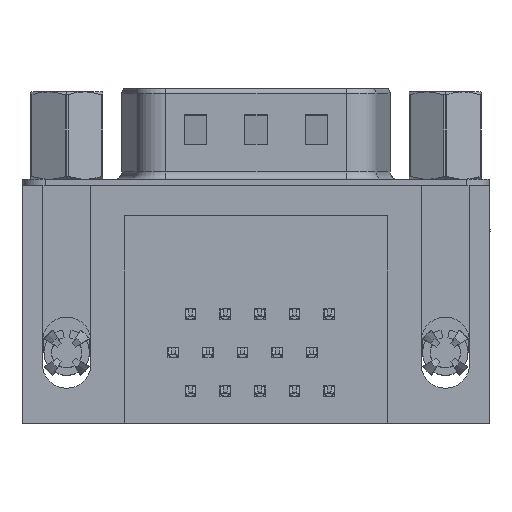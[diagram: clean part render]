
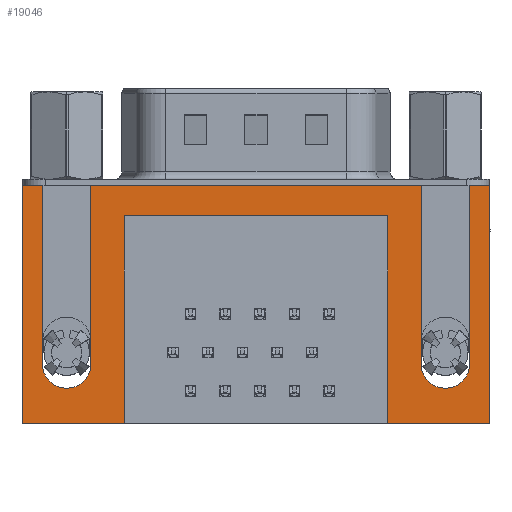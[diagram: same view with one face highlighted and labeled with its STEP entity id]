
A CAD part, front view. The second image highlights one B-rep face of the part: STEP entity #19046.
In plain terms, the highlighted planar face has unit normal (0, -1, 0).
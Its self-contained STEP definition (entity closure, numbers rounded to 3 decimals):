
#67 = CARTESIAN_POINT ( 'NONE',  ( 3.79, -6.275, -2. ) ) ;
#166 = CARTESIAN_POINT ( 'NONE',  ( 23.39, -6.275, 0. ) ) ;
#283 = VECTOR ( 'NONE', #3839, 1000. ) ;
#510 = LINE ( 'NONE', #6481, #5844 ) ;
#574 = EDGE_CURVE ( 'NONE', #10084, #20016, #20504, .T. ) ;
#722 = VERTEX_POINT ( 'NONE', #2075 ) ;
#811 = VERTEX_POINT ( 'NONE', #67 ) ;
#844 = ORIENTED_EDGE ( 'NONE', *, *, #26650, .F. ) ;
#1049 = ORIENTED_EDGE ( 'NONE', *, *, #27060, .F. ) ;
#1472 = CARTESIAN_POINT ( 'NONE',  ( -1.6, -6.275, 0. ) ) ;
#1493 = DIRECTION ( 'NONE',  ( 1., 0., 0. ) ) ;
#1554 = CARTESIAN_POINT ( 'NONE',  ( 23.39, -6.275, 0. ) ) ;
#1560 = CARTESIAN_POINT ( 'NONE',  ( -2.91, -6.275, -2.5 ) ) ;
#1712 = CIRCLE ( 'NONE', #7305, 1.6 ) ;
#2075 = CARTESIAN_POINT ( 'NONE',  ( 3.79, -6.275, -15.7 ) ) ;
#2106 = CARTESIAN_POINT ( 'NONE',  ( 21.2, -6.275, -2. ) ) ;
#2439 = ORIENTED_EDGE ( 'NONE', *, *, #26068, .F. ) ;
#2552 = ORIENTED_EDGE ( 'NONE', *, *, #574, .T. ) ;
#2756 = CARTESIAN_POINT ( 'NONE',  ( 27.9, -6.275, 0. ) ) ;
#2809 = VERTEX_POINT ( 'NONE', #22837 ) ;
#3004 = VERTEX_POINT ( 'NONE', #21363 ) ;
#3185 = CARTESIAN_POINT ( 'NONE',  ( 0., -6.275, -11.78 ) ) ;
#3544 = AXIS2_PLACEMENT_3D ( 'NONE', #28281, #21899, #9064 ) ;
#3839 = DIRECTION ( 'NONE',  ( 0., 0., 1. ) ) ;
#3887 = VERTEX_POINT ( 'NONE', #18378 ) ;
#4514 = CARTESIAN_POINT ( 'NONE',  ( 1.6, -6.275, 0. ) ) ;
#4666 = EDGE_CURVE ( 'NONE', #8305, #18508, #16006, .T. ) ;
#4788 = DIRECTION ( 'NONE',  ( 0., 0., 1. ) ) ;
#5045 = DIRECTION ( 'NONE',  ( -1., 0., 0. ) ) ;
#5441 = DIRECTION ( 'NONE',  ( 0., 0., -1. ) ) ;
#5715 = EDGE_LOOP ( 'NONE', ( #12359, #20519, #24812, #23229, #11083, #844, #20435, #25787, #1049, #13489, #15163, #7526, #23385, #2439, #19790, #21513, #2552, #18580 ) ) ;
#5765 = CARTESIAN_POINT ( 'NONE',  ( 26.59, -6.275, 0. ) ) ;
#5844 = VECTOR ( 'NONE', #8687, 1000. ) ;
#5882 = CARTESIAN_POINT ( 'NONE',  ( -2.91, -6.275, 0. ) ) ;
#6235 = CARTESIAN_POINT ( 'NONE',  ( -2.91, -6.275, 0. ) ) ;
#6405 = VERTEX_POINT ( 'NONE', #6235 ) ;
#6481 = CARTESIAN_POINT ( 'NONE',  ( -2.91, -6.275, 0. ) ) ;
#6624 = VERTEX_POINT ( 'NONE', #7168 ) ;
#6868 = PLANE ( 'NONE',  #3544 ) ;
#6873 = VECTOR ( 'NONE', #24149, 1000. ) ;
#7153 = CARTESIAN_POINT ( 'NONE',  ( 26.59, -6.275, 0. ) ) ;
#7168 = CARTESIAN_POINT ( 'NONE',  ( -1.6, -6.275, 0. ) ) ;
#7305 = AXIS2_PLACEMENT_3D ( 'NONE', #7330, #22322, #9516 ) ;
#7330 = CARTESIAN_POINT ( 'NONE',  ( 24.99, -6.275, -11.78 ) ) ;
#7526 = ORIENTED_EDGE ( 'NONE', *, *, #26556, .F. ) ;
#7560 = LINE ( 'NONE', #22031, #6873 ) ;
#7763 = AXIS2_PLACEMENT_3D ( 'NONE', #3185, #18432, #5441 ) ;
#7900 = CARTESIAN_POINT ( 'NONE',  ( 21.2, -6.275, -2. ) ) ;
#8029 = LINE ( 'NONE', #5765, #24427 ) ;
#8121 = DIRECTION ( 'NONE',  ( 1., 0., 0. ) ) ;
#8305 = VERTEX_POINT ( 'NONE', #13421 ) ;
#8687 = DIRECTION ( 'NONE',  ( 1., 0., 0. ) ) ;
#8909 = VERTEX_POINT ( 'NONE', #4514 ) ;
#9005 = AXIS2_PLACEMENT_3D ( 'NONE', #13674, #17304, #16116 ) ;
#9060 = VECTOR ( 'NONE', #21390, 1000. ) ;
#9064 = DIRECTION ( 'NONE',  ( 0., 0., -1. ) ) ;
#9146 = EDGE_CURVE ( 'NONE', #16990, #2809, #18220, .T. ) ;
#9516 = DIRECTION ( 'NONE',  ( 0., 0., 1. ) ) ;
#10084 = VERTEX_POINT ( 'NONE', #12219 ) ;
#10760 = VECTOR ( 'NONE', #8121, 1000. ) ;
#11083 = ORIENTED_EDGE ( 'NONE', *, *, #27536, .F. ) ;
#11130 = VECTOR ( 'NONE', #4788, 1000. ) ;
#11254 = LINE ( 'NONE', #13620, #27650 ) ;
#11570 = LINE ( 'NONE', #14792, #22310 ) ;
#11875 = EDGE_CURVE ( 'NONE', #3887, #16990, #24146, .T. ) ;
#11979 = DIRECTION ( 'NONE',  ( 0., -1., 0. ) ) ;
#12219 = CARTESIAN_POINT ( 'NONE',  ( 27.9, -6.275, -15.7 ) ) ;
#12253 = DIRECTION ( 'NONE',  ( 0., 0., 1. ) ) ;
#12359 = ORIENTED_EDGE ( 'NONE', *, *, #18583, .F. ) ;
#13077 = VECTOR ( 'NONE', #15549, 1000. ) ;
#13111 = LINE ( 'NONE', #21232, #18909 ) ;
#13421 = CARTESIAN_POINT ( 'NONE',  ( 24.99, -6.275, -13.38 ) ) ;
#13489 = ORIENTED_EDGE ( 'NONE', *, *, #26429, .F. ) ;
#13620 = CARTESIAN_POINT ( 'NONE',  ( 3.79, -6.275, -2. ) ) ;
#13674 = CARTESIAN_POINT ( 'NONE',  ( 24.99, -6.275, -11.78 ) ) ;
#13818 = FACE_OUTER_BOUND ( 'NONE', #5715, .T. ) ;
#14065 = CARTESIAN_POINT ( 'NONE',  ( -2.91, -6.275, -15.7 ) ) ;
#14569 = DIRECTION ( 'NONE',  ( 0., 0., -1. ) ) ;
#14792 = CARTESIAN_POINT ( 'NONE',  ( 27.9, -6.275, -15.7 ) ) ;
#14796 = DIRECTION ( 'NONE',  ( -1., 0., 0. ) ) ;
#15163 = ORIENTED_EDGE ( 'NONE', *, *, #22098, .F. ) ;
#15549 = DIRECTION ( 'NONE',  ( 0., 0., -1. ) ) ;
#15677 = VERTEX_POINT ( 'NONE', #21366 ) ;
#16006 = CIRCLE ( 'NONE', #9005, 1.6 ) ;
#16116 = DIRECTION ( 'NONE',  ( 0., 0., 1. ) ) ;
#16841 = LINE ( 'NONE', #17694, #11130 ) ;
#16927 = CARTESIAN_POINT ( 'NONE',  ( 0., -6.275, -13.38 ) ) ;
#16990 = VERTEX_POINT ( 'NONE', #16927 ) ;
#17010 = DIRECTION ( 'NONE',  ( -1., 0., 0. ) ) ;
#17304 = DIRECTION ( 'NONE',  ( 0., -1., 0. ) ) ;
#17694 = CARTESIAN_POINT ( 'NONE',  ( 1.6, -6.275, 0. ) ) ;
#18215 = CARTESIAN_POINT ( 'NONE',  ( 26.59, -6.275, -11.78 ) ) ;
#18220 = CIRCLE ( 'NONE', #19304, 1.6 ) ;
#18378 = CARTESIAN_POINT ( 'NONE',  ( -1.6, -6.275, -11.78 ) ) ;
#18432 = DIRECTION ( 'NONE',  ( 0., -1., 0. ) ) ;
#18508 = VERTEX_POINT ( 'NONE', #18215 ) ;
#18566 = VERTEX_POINT ( 'NONE', #14065 ) ;
#18580 = ORIENTED_EDGE ( 'NONE', *, *, #25091, .F. ) ;
#18583 = EDGE_CURVE ( 'NONE', #18508, #23343, #8029, .T. ) ;
#18711 = VECTOR ( 'NONE', #20876, 1000. ) ;
#18909 = VECTOR ( 'NONE', #14796, 1000. ) ;
#18932 = CARTESIAN_POINT ( 'NONE',  ( -2.91, -6.275, 0. ) ) ;
#19046 = ADVANCED_FACE ( 'NONE', ( #13818 ), #6868, .T. ) ;
#19304 = AXIS2_PLACEMENT_3D ( 'NONE', #24820, #11979, #27051 ) ;
#19790 = ORIENTED_EDGE ( 'NONE', *, *, #25626, .F. ) ;
#20016 = VERTEX_POINT ( 'NONE', #2756 ) ;
#20236 = VECTOR ( 'NONE', #14569, 1000. ) ;
#20435 = ORIENTED_EDGE ( 'NONE', *, *, #9146, .F. ) ;
#20504 = LINE ( 'NONE', #21270, #9060 ) ;
#20519 = ORIENTED_EDGE ( 'NONE', *, *, #4666, .F. ) ;
#20876 = DIRECTION ( 'NONE',  ( 0., 0., 1. ) ) ;
#21232 = CARTESIAN_POINT ( 'NONE',  ( 27.9, -6.275, -15.7 ) ) ;
#21270 = CARTESIAN_POINT ( 'NONE',  ( 27.9, -6.275, -2.5 ) ) ;
#21363 = CARTESIAN_POINT ( 'NONE',  ( 21.2, -6.275, -15.7 ) ) ;
#21366 = CARTESIAN_POINT ( 'NONE',  ( 23.39, -6.275, -11.78 ) ) ;
#21390 = DIRECTION ( 'NONE',  ( 0., 0., 1. ) ) ;
#21513 = ORIENTED_EDGE ( 'NONE', *, *, #25752, .F. ) ;
#21899 = DIRECTION ( 'NONE',  ( 0., -1., 0. ) ) ;
#22031 = CARTESIAN_POINT ( 'NONE',  ( 3.79, -6.275, -2. ) ) ;
#22098 = EDGE_CURVE ( 'NONE', #18566, #6405, #23460, .T. ) ;
#22310 = VECTOR ( 'NONE', #17010, 1000. ) ;
#22322 = DIRECTION ( 'NONE',  ( 0., -1., 0. ) ) ;
#22837 = CARTESIAN_POINT ( 'NONE',  ( 1.6, -6.275, -11.78 ) ) ;
#23229 = ORIENTED_EDGE ( 'NONE', *, *, #27148, .F. ) ;
#23343 = VERTEX_POINT ( 'NONE', #7153 ) ;
#23385 = ORIENTED_EDGE ( 'NONE', *, *, #25977, .F. ) ;
#23460 = LINE ( 'NONE', #1560, #283 ) ;
#24146 = CIRCLE ( 'NONE', #7763, 1.6 ) ;
#24149 = DIRECTION ( 'NONE',  ( 0., 0., -1. ) ) ;
#24427 = VECTOR ( 'NONE', #12253, 1000. ) ;
#24477 = LINE ( 'NONE', #166, #13077 ) ;
#24812 = ORIENTED_EDGE ( 'NONE', *, *, #28084, .F. ) ;
#24820 = CARTESIAN_POINT ( 'NONE',  ( 0., -6.275, -11.78 ) ) ;
#24981 = LINE ( 'NONE', #7900, #18711 ) ;
#25091 = EDGE_CURVE ( 'NONE', #23343, #20016, #510, .T. ) ;
#25626 = EDGE_CURVE ( 'NONE', #3004, #26539, #24981, .T. ) ;
#25752 = EDGE_CURVE ( 'NONE', #10084, #3004, #11570, .T. ) ;
#25787 = ORIENTED_EDGE ( 'NONE', *, *, #11875, .F. ) ;
#25869 = LINE ( 'NONE', #1472, #20236 ) ;
#25899 = VECTOR ( 'NONE', #1493, 1000. ) ;
#25977 = EDGE_CURVE ( 'NONE', #811, #722, #7560, .T. ) ;
#26068 = EDGE_CURVE ( 'NONE', #26539, #811, #11254, .T. ) ;
#26190 = VERTEX_POINT ( 'NONE', #1554 ) ;
#26429 = EDGE_CURVE ( 'NONE', #6405, #6624, #26588, .T. ) ;
#26539 = VERTEX_POINT ( 'NONE', #2106 ) ;
#26556 = EDGE_CURVE ( 'NONE', #722, #18566, #13111, .T. ) ;
#26588 = LINE ( 'NONE', #18932, #25899 ) ;
#26650 = EDGE_CURVE ( 'NONE', #2809, #8909, #16841, .T. ) ;
#27051 = DIRECTION ( 'NONE',  ( 0., 0., -1. ) ) ;
#27060 = EDGE_CURVE ( 'NONE', #6624, #3887, #25869, .T. ) ;
#27148 = EDGE_CURVE ( 'NONE', #26190, #15677, #24477, .T. ) ;
#27536 = EDGE_CURVE ( 'NONE', #8909, #26190, #27948, .T. ) ;
#27650 = VECTOR ( 'NONE', #5045, 1000. ) ;
#27948 = LINE ( 'NONE', #5882, #10760 ) ;
#28084 = EDGE_CURVE ( 'NONE', #15677, #8305, #1712, .T. ) ;
#28281 = CARTESIAN_POINT ( 'NONE',  ( -2.91, -6.275, -2.5 ) ) ;
